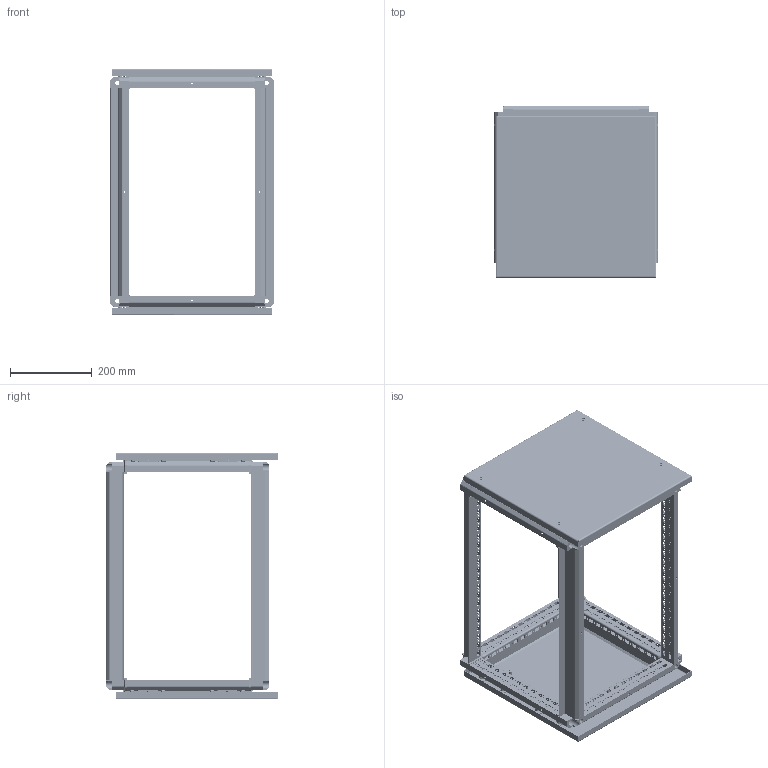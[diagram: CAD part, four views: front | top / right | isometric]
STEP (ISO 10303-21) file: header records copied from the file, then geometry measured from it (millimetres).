
FILE_DESCRIPTION(/* description */ (''),/* implementation_level */ '2;1');
FILE_NAME(/* name */ 'CE404060.stp',/* time_stamp */ '2017-01-27T10:01:40+01:00',/* author */ (''),/* organization */ (''),/* preprocessor_version */ 'ST-DEVELOPER v15',/* originating_system */ 'SIEMENS PLM Software NX 9.0',/* authorisation */ '');
FILE_SCHEMA (('CONFIG_CONTROL_DESIGN'));
Products named in the file (19): H60320_Perfil_Hor_310; H60322_Perfil_Hor_510; ESQUINA_ACERO_SIMETRICA_TRACEPART Duplicate2; ESQUINA_ACERO_TRACEPART Duplicate3; TERMINACION_PERFIL_SOLDADA; H60309_Perfil_Hor_310_camara_embarrado; 455; JUNTA PERFILES VERTICALES 2M_455M02_SIM; 92697_TUERCA_REMACHABLE_M6x22_CERRADA; H60858_ZN_SOPORTE PANEL TRASERO ARG+; H60136_Frontal_Cam_Emb_400x6003803; 91347_PERNO_M8x15b; Junt_goma_Frontal_Cam_Emb_400x600; H60315_Cuad_400X600; H60320_1_Sold_Perfil_Ver_400; 400x400x600_Camara_embarrado; CJTO_SOPORTE_PANEL_TRASERO; H60136_Frontal_Cam_Emb_400x600; CE404060_stp
Assembly tree (43 placements, depth 4):
  CE404060_stp
    H60136_Frontal_Cam_Emb_400x600  x2
      Junt_goma_Frontal_Cam_Emb_400x600
      91347_PERNO_M8x15b
      H60136_Frontal_Cam_Emb_400x6003803
    CJTO_SOPORTE_PANEL_TRASERO  x8
      H60858_ZN_SOPORTE PANEL TRASERO ARG+
      92697_TUERCA_REMACHABLE_M6x22_CERRADA
    400x400x600_Camara_embarrado
      H60320_1_Sold_Perfil_Ver_400  x4
        H60309_Perfil_Hor_310_camara_embarrado
        TERMINACION_PERFIL_SOLDADA
      H60315_Cuad_400X600  x2
        ESQUINA_ACERO_TRACEPART Duplicate3
        ESQUINA_ACERO_SIMETRICA_TRACEPART Duplicate2
        H60322_Perfil_Hor_510
        H60320_Perfil_Hor_310
      JUNTA PERFILES VERTICALES 2M_455M02_SIM  x4
      455  x4
Bounding box: 402.57 x 421 x 605 mm (x, y, z)
Volume: 2163089.3 mm3; surface area: 2461134.8 mm2
Topology: 68 solids, 68 shells, 6192 faces, 16804 edges, 10776 vertices
Faces by surface type: plane 3976, cylinder 1464, bspline 536, cone 132, sphere 84
Full cylindrical faces by diameter (mm): 4.65 x392, 5 x16, 5.3 x8, 6.5 x16, 8 x20, 8.5 x4, 10 x12, 10.25 x16, 12.5 x8, 13.5 x8, 18.5 x8
Entity records: 52129 total; most frequent: CARTESIAN_POINT 14792, ORIENTED_EDGE 7584, DIRECTION 6134, EDGE_CURVE 3792, LINE 2470, VECTOR 2470, VERTEX_POINT 2447, EDGE_LOOP 1977
